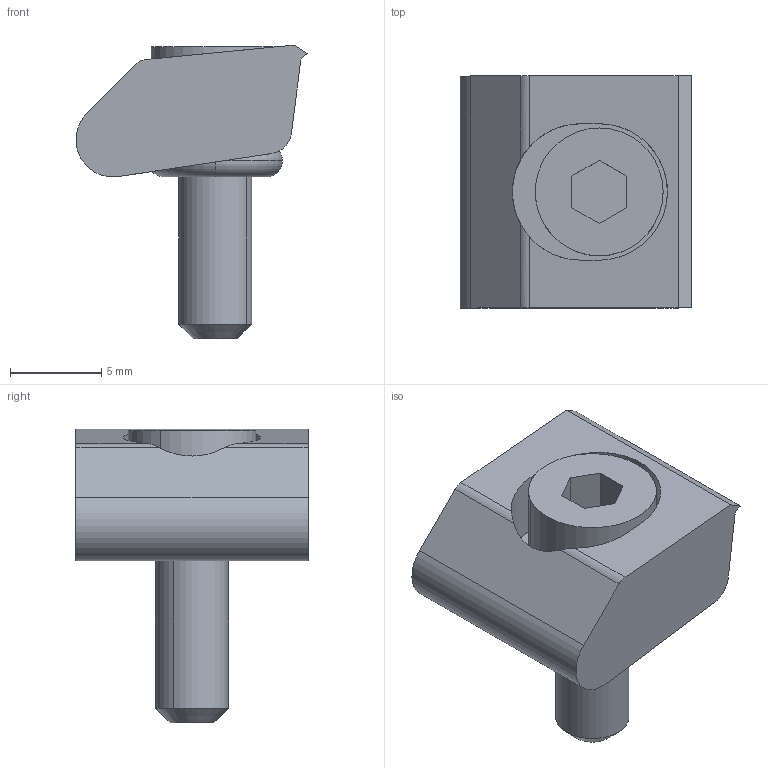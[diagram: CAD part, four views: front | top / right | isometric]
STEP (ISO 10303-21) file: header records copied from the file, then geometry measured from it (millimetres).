
FILE_DESCRIPTION (( 'STEP AP203' ), '1' );
FILE_NAME ('mbsc04a.STEP', '2021-10-26T02:39:40', ( '' ), ( '' ), 'SwSTEP 2.0', 'SolidWorks 2020', '' );
FILE_SCHEMA (( 'CONFIG_CONTROL_DESIGN' ));
Length unit declared in the file: millimetre
Products named in the file (4): mbsc04a_01; mbsc04a; mbsc04a_03; mbsc04a_02
Assembly tree (3 placements, depth 2):
  mbsc04a
    mbsc04a_01
    mbsc04a_02
    mbsc04a_03
Bounding box: 12.7 x 12.7 x 16.08 mm (x, y, z)
Volume: 930.4 mm3; surface area: 1071.2 mm2
Topology: 3 solids, 3 shells, 41 faces, 99 edges, 64 vertices
Faces by surface type: plane 22, cylinder 13, torus 4, cone 2
Entity records: 1623 total; most frequent: CARTESIAN_POINT 238, DIRECTION 215, ORIENTED_EDGE 198, EDGE_CURVE 99, AXIS2_PLACEMENT_3D 77, VERTEX_POINT 64, VECTOR 61, LINE 61
